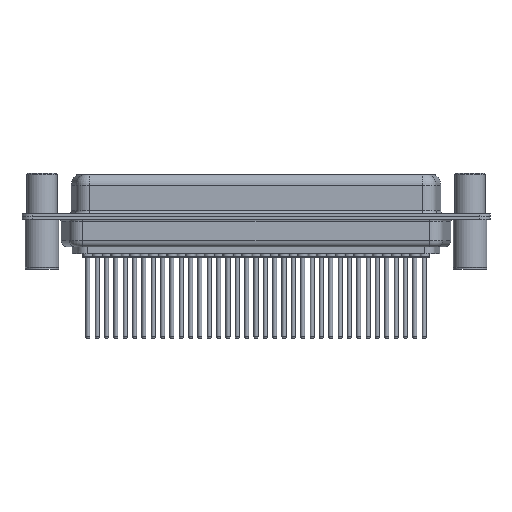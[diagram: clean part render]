
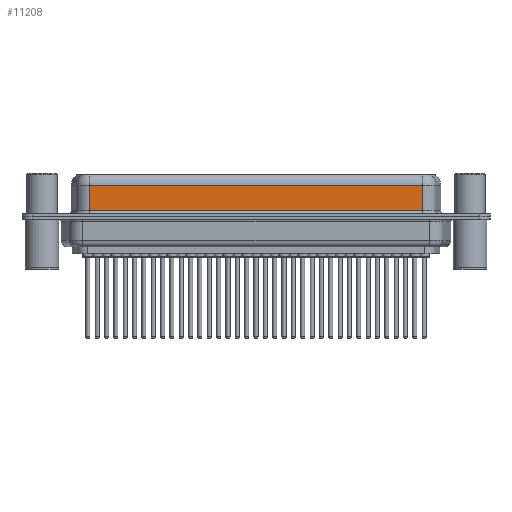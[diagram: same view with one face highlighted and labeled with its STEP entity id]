
A CAD part, front view. The second image highlights one B-rep face of the part: STEP entity #11208.
In plain terms, the highlighted planar face has unit normal (0, -1, 0).
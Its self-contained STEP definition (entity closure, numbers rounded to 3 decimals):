
#320 = EDGE_CURVE ( 'NONE', #6751, #14809, #26819, .T. ) ;
#492 = VERTEX_POINT ( 'NONE', #14236 ) ;
#1378 = ORIENTED_EDGE ( 'NONE', *, *, #21356, .T. ) ;
#2024 = DIRECTION ( 'NONE',  ( 0., 1., 0. ) ) ;
#3121 = LINE ( 'NONE', #11884, #9289 ) ;
#4651 = DIRECTION ( 'NONE',  ( 1., 0., 0. ) ) ;
#6608 = EDGE_LOOP ( 'NONE', ( #16061, #1378, #18831, #6819 ) ) ;
#6751 = VERTEX_POINT ( 'NONE', #23825 ) ;
#6819 = ORIENTED_EDGE ( 'NONE', *, *, #20629, .T. ) ;
#6976 = CARTESIAN_POINT ( 'NONE',  ( 56.462, -3.95, 0.9 ) ) ;
#8096 = CARTESIAN_POINT ( 'NONE',  ( 56.462, -3.95, 6.4 ) ) ;
#9289 = VECTOR ( 'NONE', #11328, 1000. ) ;
#10376 = FACE_OUTER_BOUND ( 'NONE', #6608, .T. ) ;
#10771 = DIRECTION ( 'NONE',  ( -1., 0., 0. ) ) ;
#11147 = LINE ( 'NONE', #6976, #24889 ) ;
#11208 = ADVANCED_FACE ( 'NONE', ( #10376 ), #25803, .F. ) ;
#11328 = DIRECTION ( 'NONE',  ( 0., 0., -1. ) ) ;
#11345 = VERTEX_POINT ( 'NONE', #15222 ) ;
#11884 = CARTESIAN_POINT ( 'NONE',  ( 56.462, -3.95, 6.4 ) ) ;
#14236 = CARTESIAN_POINT ( 'NONE',  ( 56.462, -3.95, 4.65 ) ) ;
#14809 = VERTEX_POINT ( 'NONE', #28195 ) ;
#15222 = CARTESIAN_POINT ( 'NONE',  ( 56.462, -3.95, 0.9 ) ) ;
#16061 = ORIENTED_EDGE ( 'NONE', *, *, #21547, .F. ) ;
#16100 = VECTOR ( 'NONE', #20026, 1000. ) ;
#17709 = CARTESIAN_POINT ( 'NONE',  ( 7.038, -3.95, 6.4 ) ) ;
#18831 = ORIENTED_EDGE ( 'NONE', *, *, #320, .T. ) ;
#20026 = DIRECTION ( 'NONE',  ( 0., 0., -1. ) ) ;
#20629 = EDGE_CURVE ( 'NONE', #14809, #11345, #11147, .T. ) ;
#21356 = EDGE_CURVE ( 'NONE', #492, #6751, #26058, .T. ) ;
#21547 = EDGE_CURVE ( 'NONE', #492, #11345, #3121, .T. ) ;
#23825 = CARTESIAN_POINT ( 'NONE',  ( 7.038, -3.95, 4.65 ) ) ;
#24889 = VECTOR ( 'NONE', #4651, 1000. ) ;
#25794 = AXIS2_PLACEMENT_3D ( 'NONE', #8096, #2024, #26087 ) ;
#25803 = PLANE ( 'NONE',  #25794 ) ;
#26058 = LINE ( 'NONE', #28358, #26795 ) ;
#26087 = DIRECTION ( 'NONE',  ( -1., 0., 0. ) ) ;
#26795 = VECTOR ( 'NONE', #10771, 1000. ) ;
#26819 = LINE ( 'NONE', #17709, #16100 ) ;
#28195 = CARTESIAN_POINT ( 'NONE',  ( 7.038, -3.95, 0.9 ) ) ;
#28358 = CARTESIAN_POINT ( 'NONE',  ( 56.462, -3.95, 4.65 ) ) ;
